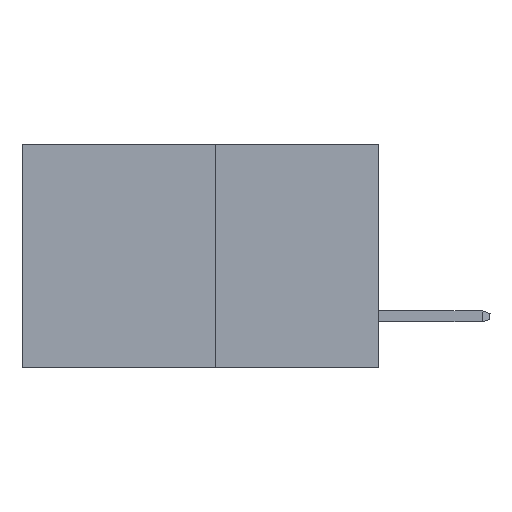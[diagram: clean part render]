
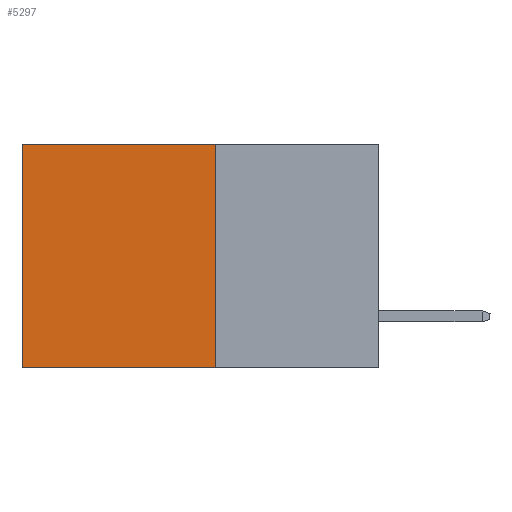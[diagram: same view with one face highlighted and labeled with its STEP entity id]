
A CAD part, left-side view. The second image highlights one B-rep face of the part: STEP entity #5297.
In plain terms, the highlighted planar face has unit normal (-1, 0, 0).
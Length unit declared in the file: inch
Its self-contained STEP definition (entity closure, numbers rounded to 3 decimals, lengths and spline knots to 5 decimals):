
#116 = LINE ( 'NONE', #6977, #7586 ) ;
#156 = ORIENTED_EDGE ( 'NONE', *, *, #2124, .F. ) ;
#354 = ORIENTED_EDGE ( 'NONE', *, *, #7073, .T. ) ;
#700 = VECTOR ( 'NONE', #5355, 39.37008 ) ;
#802 = PLANE ( 'NONE',  #1772 ) ;
#898 = EDGE_CURVE ( 'NONE', #2772, #8712, #7874, .T. ) ;
#1772 = AXIS2_PLACEMENT_3D ( 'NONE', #5296, #5264, #2725 ) ;
#2124 = EDGE_CURVE ( 'NONE', #3208, #4033, #4513, .T. ) ;
#2293 = VECTOR ( 'NONE', #3433, 39.37008 ) ;
#2306 = CARTESIAN_POINT ( 'NONE',  ( 0.277, 0.27, -0.37 ) ) ;
#2725 = DIRECTION ( 'NONE',  ( 0., 0., -1. ) ) ;
#2772 = VERTEX_POINT ( 'NONE', #9012 ) ;
#2786 = LINE ( 'NONE', #8891, #4922 ) ;
#2797 = CARTESIAN_POINT ( 'NONE',  ( 0.277, 0.59, -0.37 ) ) ;
#3208 = VERTEX_POINT ( 'NONE', #3938 ) ;
#3433 = DIRECTION ( 'NONE',  ( 0., 0., -1. ) ) ;
#3938 = CARTESIAN_POINT ( 'NONE',  ( 0.277, 0.27, 0. ) ) ;
#4033 = VERTEX_POINT ( 'NONE', #4783 ) ;
#4513 = LINE ( 'NONE', #2306, #700 ) ;
#4783 = CARTESIAN_POINT ( 'NONE',  ( 0.277, 0.27, -0.37 ) ) ;
#4922 = VECTOR ( 'NONE', #8749, 39.37008 ) ;
#5026 = EDGE_LOOP ( 'NONE', ( #8793, #5634, #156, #354 ) ) ;
#5264 = DIRECTION ( 'NONE',  ( 1., 0., 0. ) ) ;
#5296 = CARTESIAN_POINT ( 'NONE',  ( 0.277, 0.27, -0.37 ) ) ;
#5297 = ADVANCED_FACE ( 'NONE', ( #8249 ), #802, .F. ) ;
#5355 = DIRECTION ( 'NONE',  ( 0., 0., -1. ) ) ;
#5634 = ORIENTED_EDGE ( 'NONE', *, *, #7346, .F. ) ;
#6504 = DIRECTION ( 'NONE',  ( 0., 1., 0. ) ) ;
#6977 = CARTESIAN_POINT ( 'NONE',  ( 0.277, 0.27, -0.37 ) ) ;
#7073 = EDGE_CURVE ( 'NONE', #3208, #2772, #2786, .T. ) ;
#7346 = EDGE_CURVE ( 'NONE', #4033, #8712, #116, .T. ) ;
#7501 = CARTESIAN_POINT ( 'NONE',  ( 0.277, 0.59, -0.37 ) ) ;
#7586 = VECTOR ( 'NONE', #6504, 39.37008 ) ;
#7874 = LINE ( 'NONE', #2797, #2293 ) ;
#8249 = FACE_OUTER_BOUND ( 'NONE', #5026, .T. ) ;
#8712 = VERTEX_POINT ( 'NONE', #7501 ) ;
#8749 = DIRECTION ( 'NONE',  ( 0., 1., 0. ) ) ;
#8793 = ORIENTED_EDGE ( 'NONE', *, *, #898, .T. ) ;
#8891 = CARTESIAN_POINT ( 'NONE',  ( 0.277, 0.27, 0. ) ) ;
#9012 = CARTESIAN_POINT ( 'NONE',  ( 0.277, 0.59, 0. ) ) ;
